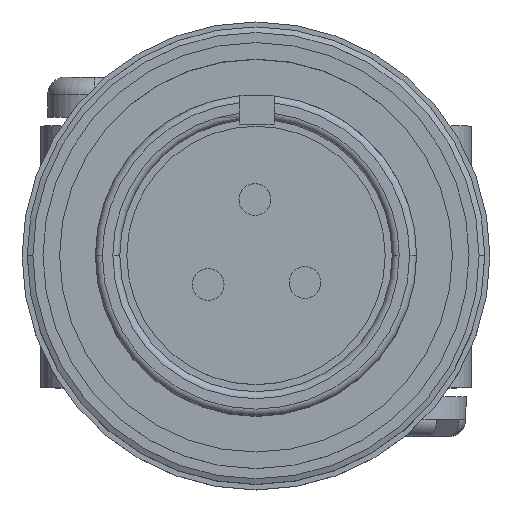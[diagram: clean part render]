
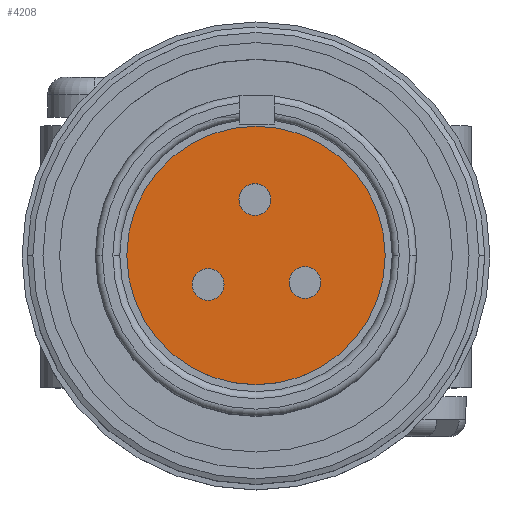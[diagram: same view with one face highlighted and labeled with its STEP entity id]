
A CAD part, top view. The second image highlights one B-rep face of the part: STEP entity #4208.
In plain terms, the highlighted planar face has unit normal (0, 0, 1).
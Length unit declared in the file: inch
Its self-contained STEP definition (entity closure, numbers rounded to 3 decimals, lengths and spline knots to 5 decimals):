
#639 = EDGE_LOOP ( 'NONE', ( #10295, #10294 ) ) ;
#674 = AXIS2_PLACEMENT_3D ( 'NONE', #8957, #8958, #8959 ) ;
#1067 = AXIS2_PLACEMENT_3D ( 'NONE', #2983, #2980, #2986 ) ;
#1161 = EDGE_LOOP ( 'NONE', ( #10293, #10292 ) ) ;
#1193 = EDGE_LOOP ( 'NONE', ( #10297, #10296 ) ) ;
#2217 = AXIS2_PLACEMENT_3D ( 'NONE', #10391, #10392, #10393 ) ;
#2232 = AXIS2_PLACEMENT_3D ( 'NONE', #10490, #10491, #10492 ) ;
#2233 = AXIS2_PLACEMENT_3D ( 'NONE', #10493, #10494, #10495 ) ;
#2281 = EDGE_CURVE ( 'NONE', #5888, #5743, #5174, .T. ) ;
#2323 = EDGE_CURVE ( 'NONE', #5871, #5734, #5104, .T. ) ;
#2324 = EDGE_CURVE ( 'NONE', #5804, #5755, #5102, .T. ) ;
#2378 = EDGE_CURVE ( 'NONE', #5703, #5813, #5024, .T. ) ;
#2980 = DIRECTION ( 'NONE',  ( 0., 0., 1. ) ) ;
#2983 = CARTESIAN_POINT ( 'NONE',  ( -0.37, 0., 4.41815 ) ) ;
#2985 = PLANE ( 'NONE',  #1067 ) ;
#2986 = DIRECTION ( 'NONE',  ( 1., 0., 0. ) ) ;
#3494 = AXIS2_PLACEMENT_3D ( 'NONE', #6336, #6337, #6338 ) ;
#3495 = AXIS2_PLACEMENT_3D ( 'NONE', #6341, #6342, #6343 ) ;
#3496 = AXIS2_PLACEMENT_3D ( 'NONE', #6344, #6345, #6346 ) ;
#3497 = AXIS2_PLACEMENT_3D ( 'NONE', #6351, #6352, #6353 ) ;
#3868 = FACE_BOUND ( 'NONE', #639, .T. ) ;
#3872 = FACE_BOUND ( 'NONE', #1161, .T. ) ;
#3874 = FACE_BOUND ( 'NONE', #1193, .T. ) ;
#3881 = FACE_OUTER_BOUND ( 'NONE', #5896, .T. ) ;
#4208 = ADVANCED_FACE ( 'NONE', ( #3874, #3868, #3872, #3881 ), #2985, .T. ) ;
#5024 = CIRCLE ( 'NONE', #674, 0.04558 ) ;
#5102 = CIRCLE ( 'NONE', #2233, 0.37 ) ;
#5104 = CIRCLE ( 'NONE', #2232, 0.04558 ) ;
#5174 = CIRCLE ( 'NONE', #2217, 0.04558 ) ;
#5703 = VERTEX_POINT ( 'NONE', #6130 ) ;
#5734 = VERTEX_POINT ( 'NONE', #6161 ) ;
#5743 = VERTEX_POINT ( 'NONE', #6170 ) ;
#5755 = VERTEX_POINT ( 'NONE', #6182 ) ;
#5804 = VERTEX_POINT ( 'NONE', #6231 ) ;
#5813 = VERTEX_POINT ( 'NONE', #6240 ) ;
#5871 = VERTEX_POINT ( 'NONE', #6298 ) ;
#5888 = VERTEX_POINT ( 'NONE', #6315 ) ;
#5896 = EDGE_LOOP ( 'NONE', ( #10291, #10290 ) ) ;
#6130 = CARTESIAN_POINT ( 'NONE',  ( -0.04871, 0.16014, 4.41815 ) ) ;
#6161 = CARTESIAN_POINT ( 'NONE',  ( -0.09154, -0.08278, 4.41815 ) ) ;
#6170 = CARTESIAN_POINT ( 'NONE',  ( 0.18583, -0.07736, 4.41815 ) ) ;
#6182 = CARTESIAN_POINT ( 'NONE',  ( 0.37, 0., 4.41815 ) ) ;
#6231 = CARTESIAN_POINT ( 'NONE',  ( -0.37, 0., 4.41815 ) ) ;
#6240 = CARTESIAN_POINT ( 'NONE',  ( 0.04245, 0.16014, 4.41815 ) ) ;
#6298 = CARTESIAN_POINT ( 'NONE',  ( -0.1827, -0.08278, 4.41815 ) ) ;
#6315 = CARTESIAN_POINT ( 'NONE',  ( 0.09467, -0.07736, 4.41815 ) ) ;
#6336 = CARTESIAN_POINT ( 'NONE',  ( 0., 0., 4.41815 ) ) ;
#6337 = DIRECTION ( 'NONE',  ( 0., 0., -1. ) ) ;
#6338 = DIRECTION ( 'NONE',  ( -1., 0., 0. ) ) ;
#6341 = CARTESIAN_POINT ( 'NONE',  ( -0.13712, -0.08278, 4.41815 ) ) ;
#6342 = DIRECTION ( 'NONE',  ( 0., 0., 1. ) ) ;
#6343 = DIRECTION ( 'NONE',  ( 1., 0., 0. ) ) ;
#6344 = CARTESIAN_POINT ( 'NONE',  ( -0.00313, 0.16014, 4.41815 ) ) ;
#6345 = DIRECTION ( 'NONE',  ( 0., 0., 1. ) ) ;
#6346 = DIRECTION ( 'NONE',  ( 1., 0., 0. ) ) ;
#6351 = CARTESIAN_POINT ( 'NONE',  ( 0.14025, -0.07736, 4.41815 ) ) ;
#6352 = DIRECTION ( 'NONE',  ( 0., 0., 1. ) ) ;
#6353 = DIRECTION ( 'NONE',  ( 1., 0., 0. ) ) ;
#6846 = EDGE_CURVE ( 'NONE', #5755, #5804, #9503, .T. ) ;
#6848 = EDGE_CURVE ( 'NONE', #5734, #5871, #9505, .T. ) ;
#6849 = EDGE_CURVE ( 'NONE', #5813, #5703, #9509, .T. ) ;
#6852 = EDGE_CURVE ( 'NONE', #5743, #5888, #9513, .T. ) ;
#8957 = CARTESIAN_POINT ( 'NONE',  ( -0.00313, 0.16014, 4.41815 ) ) ;
#8958 = DIRECTION ( 'NONE',  ( 0., 0., 1. ) ) ;
#8959 = DIRECTION ( 'NONE',  ( 1., 0., 0. ) ) ;
#9503 = CIRCLE ( 'NONE', #3494, 0.37 ) ;
#9505 = CIRCLE ( 'NONE', #3495, 0.04558 ) ;
#9509 = CIRCLE ( 'NONE', #3496, 0.04558 ) ;
#9513 = CIRCLE ( 'NONE', #3497, 0.04558 ) ;
#10290 = ORIENTED_EDGE ( 'NONE', *, *, #6846, .F. ) ;
#10291 = ORIENTED_EDGE ( 'NONE', *, *, #2324, .F. ) ;
#10292 = ORIENTED_EDGE ( 'NONE', *, *, #2378, .F. ) ;
#10293 = ORIENTED_EDGE ( 'NONE', *, *, #6849, .F. ) ;
#10294 = ORIENTED_EDGE ( 'NONE', *, *, #2281, .F. ) ;
#10295 = ORIENTED_EDGE ( 'NONE', *, *, #6852, .F. ) ;
#10296 = ORIENTED_EDGE ( 'NONE', *, *, #2323, .F. ) ;
#10297 = ORIENTED_EDGE ( 'NONE', *, *, #6848, .F. ) ;
#10391 = CARTESIAN_POINT ( 'NONE',  ( 0.14025, -0.07736, 4.41815 ) ) ;
#10392 = DIRECTION ( 'NONE',  ( 0., 0., 1. ) ) ;
#10393 = DIRECTION ( 'NONE',  ( 1., 0., 0. ) ) ;
#10490 = CARTESIAN_POINT ( 'NONE',  ( -0.13712, -0.08278, 4.41815 ) ) ;
#10491 = DIRECTION ( 'NONE',  ( 0., 0., 1. ) ) ;
#10492 = DIRECTION ( 'NONE',  ( 1., 0., 0. ) ) ;
#10493 = CARTESIAN_POINT ( 'NONE',  ( 0., 0., 4.41815 ) ) ;
#10494 = DIRECTION ( 'NONE',  ( 0., 0., -1. ) ) ;
#10495 = DIRECTION ( 'NONE',  ( -1., 0., 0. ) ) ;
